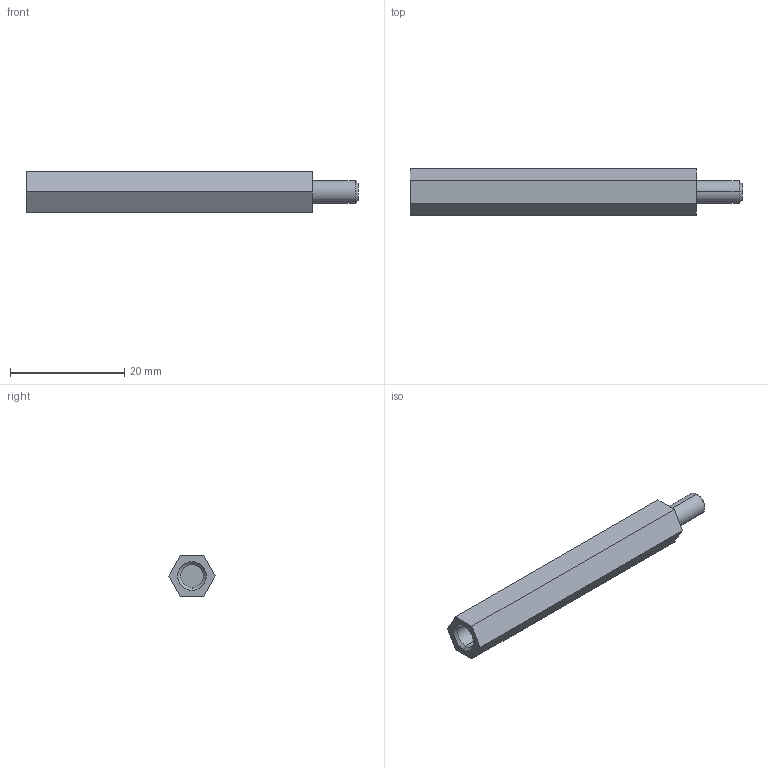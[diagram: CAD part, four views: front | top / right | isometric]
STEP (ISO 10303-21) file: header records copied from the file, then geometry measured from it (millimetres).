
FILE_DESCRIPTION(('STEP AP203'),'1');
FILE_NAME('dmh-m4x50.stp','2024-09-25T12:11:25',('TraceParts'),('TraceParts S.A.'),'Spatial InterOp 3D',' ',' ');
FILE_SCHEMA(('CONFIG_CONTROL_DESIGN'));
Length unit declared in the file: millimetre
Products named in the file (1): 1
Bounding box: 58 x 8.08 x 7 mm (x, y, z)
Volume: 2118.3 mm3; surface area: 1497.8 mm2
Topology: 1 solids, 1 shells, 272 faces, 716 edges, 476 vertices
Faces by surface type: plane 167, bspline 97, cone 4, cylinder 4
Entity records: 14354 total; most frequent: CARTESIAN_POINT 8234, ORIENTED_EDGE 1432, DIRECTION 886, EDGE_CURVE 716, LINE 510, VECTOR 510, VERTEX_POINT 476, EDGE_LOOP 302
